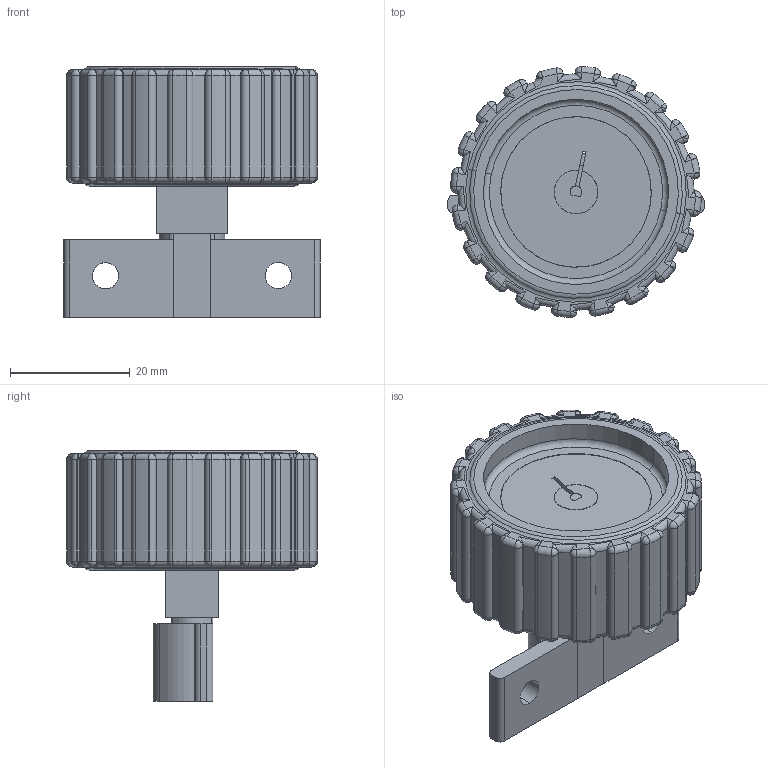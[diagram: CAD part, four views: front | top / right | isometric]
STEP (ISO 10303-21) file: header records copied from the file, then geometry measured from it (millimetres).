
FILE_DESCRIPTION (( 'STEP AP214' ), '1' );
FILE_NAME ('Assem1 ND20.STEP', '2013-04-12T08:13:10', ( '' ), ( '' ), 'SwSTEP 2.0', 'SolidWorks 2011', '' );
FILE_SCHEMA (( 'AUTOMOTIVE_DESIGN' ));
Length unit declared in the file: millimetre
Products named in the file (5): ND20 Wheel; ND20 Motor Holder; ND20 Power Shaft; ND20 Motor; Assem1 ND20
Assembly tree (4 placements, depth 2):
  Assem1 ND20
    ND20 Power Shaft
    ND20 Wheel
    ND20 Motor Holder
    ND20 Motor
Bounding box: 42.93 x 41.96 x 42 mm (x, y, z)
Volume: 21142 mm3; surface area: 11521.8 mm2
Topology: 4 solids, 4 shells, 596 faces, 1460 edges, 836 vertices
Faces by surface type: cylinder 228, plane 197, sphere 100, torus 65, bspline 6
Entity records: 22888 total; most frequent: CARTESIAN_POINT 3433, DIRECTION 2931, ORIENTED_EDGE 2744, EDGE_CURVE 1372, AXIS2_PLACEMENT_3D 1132, VERTEX_POINT 796, LINE 667, VECTOR 667
